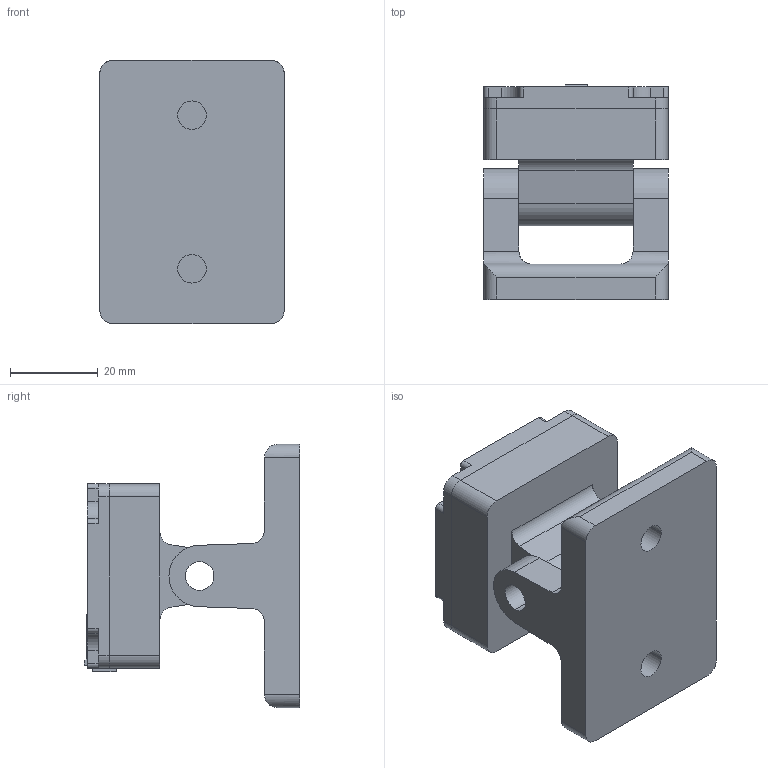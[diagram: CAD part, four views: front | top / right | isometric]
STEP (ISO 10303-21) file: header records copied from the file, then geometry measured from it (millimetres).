
FILE_DESCRIPTION (( 'STEP AP214' ), '1' );
FILE_NAME ('temp-sensor.STEP', '2025-05-07T00:23:52', ( '' ), ( '' ), 'SwSTEP 2.0', 'SolidWorks 2023', '' );
FILE_SCHEMA (( 'AUTOMOTIVE_DESIGN' ));
Length unit declared in the file: millimetre
Products named in the file (18): COMPOUND.step.STEP; IR Sensor Board PCB.step.STEP; Temp Sensor Housing Top; PRT0008.stp; PRT0007.stp; PRT0009.stp; 90640-120X30-APPERTURE_ANY.stp; Temp Sensor Housing Bottom; PRT0010.stp; PRT0006.stp; temp-sensor; ASM0001_ASM.stp; MLX90640_120__APERTURE_ANY_ASM.stp; 43650-0400.step.STEP; 436450400.stp; PRT0005.stp; IR Sensor Board.step.STEP; Temp Sensor Mount
Assembly tree (21 placements, depth 4):
  temp-sensor
    Temp Sensor Mount
    Temp Sensor Housing Bottom
    Temp Sensor Housing Top
    IR Sensor Board.step.STEP
      43650-0400.step.STEP
        COMPOUND.step.STEP
      IR Sensor Board PCB.step.STEP
    436450400.stp
    MLX90640_120__APERTURE_ANY_ASM.stp
      ASM0001_ASM.stp
        PRT0005.stp
        PRT0006.stp  x3
        PRT0007.stp  x3
        PRT0008.stp
      PRT0009.stp
      PRT0010.stp
      90640-120X30-APPERTURE_ANY.stp
Bounding box: 42 x 49.02 x 60 mm (x, y, z)
Volume: 45732.1 mm3; surface area: 25970 mm2
Topology: 18 solids, 18 shells, 736 faces, 1869 edges, 1202 vertices
Faces by surface type: bspline 280, plane 212, cylinder 202, torus 36, cone 6
Entity records: 21455 total; most frequent: CARTESIAN_POINT 5504, ORIENTED_EDGE 3642, DIRECTION 2420, EDGE_CURVE 1821, VERTEX_POINT 1174, AXIS2_PLACEMENT_3D 878, EDGE_LOOP 801, B_SPLINE_CURVE_WITH_KNOTS 711
